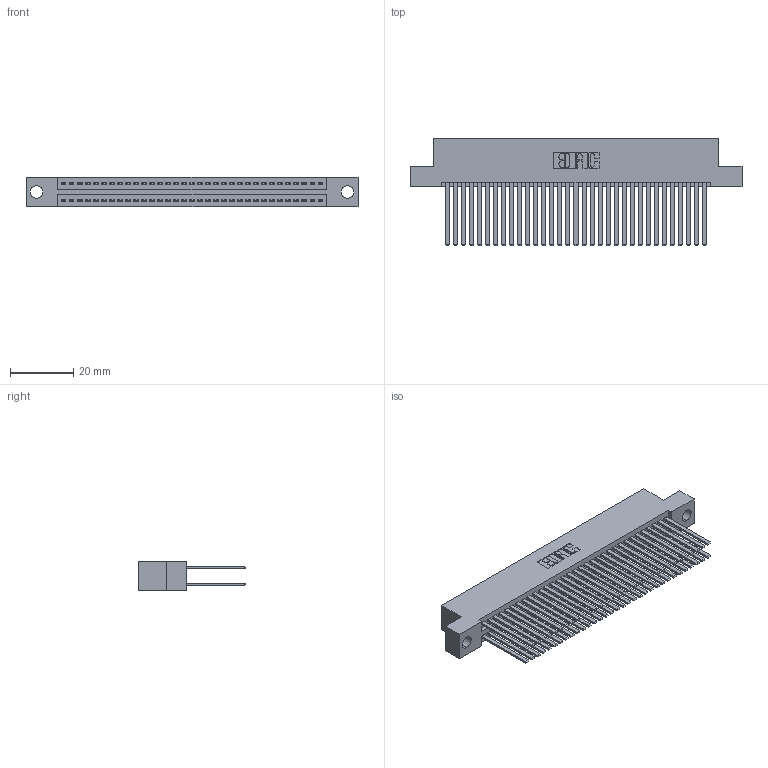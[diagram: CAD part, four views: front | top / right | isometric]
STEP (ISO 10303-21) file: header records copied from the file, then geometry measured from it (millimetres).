
FILE_DESCRIPTION (( 'STEP AP203' ), '1' );
FILE_NAME ('345-066-544-204.STEP', '2018-09-28T22:42:25', ( '' ), ( '' ), 'SwSTEP 2.0', 'SolidWorks 2016', '' );
FILE_SCHEMA (( 'CONFIG_CONTROL_DESIGN' ));
Length unit declared in the file: inch
Products named in the file (3): 345 Part_Flush Mounting Lugs - 0.156 Dia-TH; 345-292-001_345-293-144; 345-066-544-204
Assembly tree (67 placements, depth 2):
  345-066-544-204
    345 Part_Flush Mounting Lugs - 0.156 Dia-TH
    345-292-001_345-293-144  x66
Bounding box: 105.03 x 33.96 x 9.4 mm (x, y, z)
Volume: 10956.4 mm3; surface area: 18548 mm2
Topology: 67 solids, 67 shells, 3030 faces, 8987 edges, 5902 vertices
Faces by surface type: plane 1994, cylinder 1036
Entity records: 26923 total; most frequent: CARTESIAN_POINT 4520, ORIENTED_EDGE 4454, DIRECTION 3995, EDGE_CURVE 2227, LINE 1967, VECTOR 1967, VERTEX_POINT 1482, AXIS2_PLACEMENT_3D 1014
